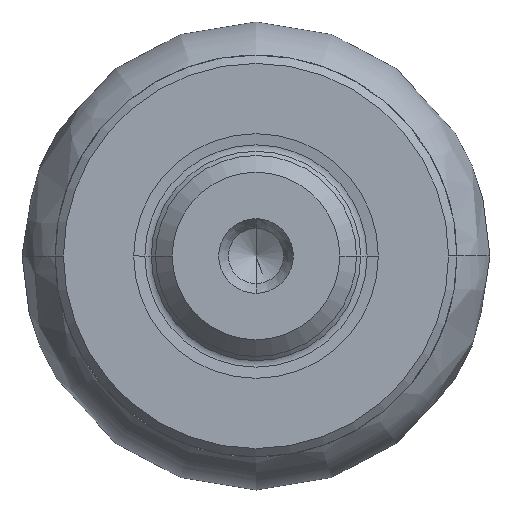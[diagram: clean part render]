
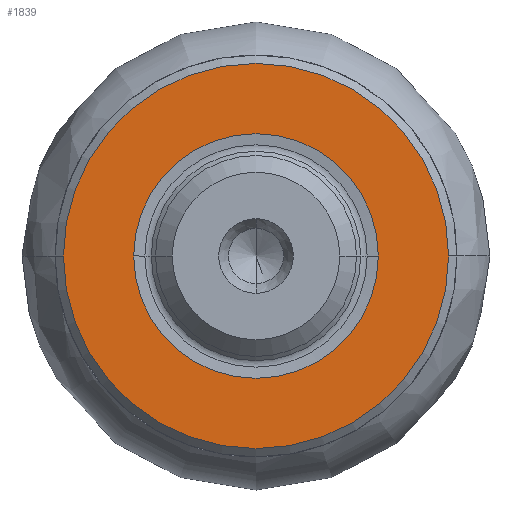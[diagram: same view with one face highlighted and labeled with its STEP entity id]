
A CAD part, left-side view. The second image highlights one B-rep face of the part: STEP entity #1839.
In plain terms, the highlighted planar face has unit normal (-1, 0, 0).
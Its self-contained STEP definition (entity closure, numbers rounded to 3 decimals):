
#157 = DIRECTION ( 'NONE',  ( 0., 1., 0. ) ) ;
#262 = EDGE_LOOP ( 'NONE', ( #1317, #2570 ) ) ;
#367 = DIRECTION ( 'NONE',  ( 0., 1., 0. ) ) ;
#515 = CARTESIAN_POINT ( 'NONE',  ( -31.75, 0., 0. ) ) ;
#550 = DIRECTION ( 'NONE',  ( 0., 1., 0. ) ) ;
#710 = EDGE_CURVE ( 'NONE', #4336, #1835, #1511, .T. ) ;
#787 = AXIS2_PLACEMENT_3D ( 'NONE', #2496, #2912, #367 ) ;
#849 = CARTESIAN_POINT ( 'NONE',  ( -31.75, -7.303, 0. ) ) ;
#933 = PLANE ( 'NONE',  #4148 ) ;
#1062 = CIRCLE ( 'NONE', #3589, 11.5 ) ;
#1122 = ORIENTED_EDGE ( 'NONE', *, *, #1929, .T. ) ;
#1189 = VERTEX_POINT ( 'NONE', #1826 ) ;
#1288 = CIRCLE ( 'NONE', #787, 7.303 ) ;
#1296 = CARTESIAN_POINT ( 'NONE',  ( -31.75, 7.303, 0. ) ) ;
#1317 = ORIENTED_EDGE ( 'NONE', *, *, #1676, .F. ) ;
#1435 = EDGE_CURVE ( 'NONE', #2490, #1189, #1062, .T. ) ;
#1511 = CIRCLE ( 'NONE', #2659, 7.303 ) ;
#1676 = EDGE_CURVE ( 'NONE', #1189, #2490, #2138, .T. ) ;
#1826 = CARTESIAN_POINT ( 'NONE',  ( -31.75, 11.5, 0. ) ) ;
#1835 = VERTEX_POINT ( 'NONE', #1296 ) ;
#1839 = ADVANCED_FACE ( 'NONE', ( #3344, #2248 ), #933, .T. ) ;
#1929 = EDGE_CURVE ( 'NONE', #1835, #4336, #1288, .T. ) ;
#2051 = DIRECTION ( 'NONE',  ( 0., -1., 0. ) ) ;
#2138 = CIRCLE ( 'NONE', #3437, 11.5 ) ;
#2248 = FACE_OUTER_BOUND ( 'NONE', #262, .T. ) ;
#2329 = DIRECTION ( 'NONE',  ( 1., 0., 0. ) ) ;
#2376 = CARTESIAN_POINT ( 'NONE',  ( -31.75, -11.5, 0. ) ) ;
#2490 = VERTEX_POINT ( 'NONE', #2376 ) ;
#2496 = CARTESIAN_POINT ( 'NONE',  ( -31.75, 0., 0. ) ) ;
#2570 = ORIENTED_EDGE ( 'NONE', *, *, #1435, .F. ) ;
#2659 = AXIS2_PLACEMENT_3D ( 'NONE', #515, #4053, #3388 ) ;
#2748 = ORIENTED_EDGE ( 'NONE', *, *, #710, .T. ) ;
#2912 = DIRECTION ( 'NONE',  ( 1., 0., 0. ) ) ;
#3344 = FACE_BOUND ( 'NONE', #3633, .T. ) ;
#3382 = CARTESIAN_POINT ( 'NONE',  ( -31.75, 0., 0. ) ) ;
#3388 = DIRECTION ( 'NONE',  ( 0., 1., 0. ) ) ;
#3437 = AXIS2_PLACEMENT_3D ( 'NONE', #3382, #2329, #550 ) ;
#3491 = DIRECTION ( 'NONE',  ( 1., 0., 0. ) ) ;
#3589 = AXIS2_PLACEMENT_3D ( 'NONE', #3824, #3491, #157 ) ;
#3633 = EDGE_LOOP ( 'NONE', ( #2748, #1122 ) ) ;
#3767 = CARTESIAN_POINT ( 'NONE',  ( -31.75, 7.303, 0. ) ) ;
#3824 = CARTESIAN_POINT ( 'NONE',  ( -31.75, 0., 0. ) ) ;
#4053 = DIRECTION ( 'NONE',  ( 1., 0., 0. ) ) ;
#4148 = AXIS2_PLACEMENT_3D ( 'NONE', #3767, #4498, #2051 ) ;
#4336 = VERTEX_POINT ( 'NONE', #849 ) ;
#4498 = DIRECTION ( 'NONE',  ( -1., 0., 0. ) ) ;
